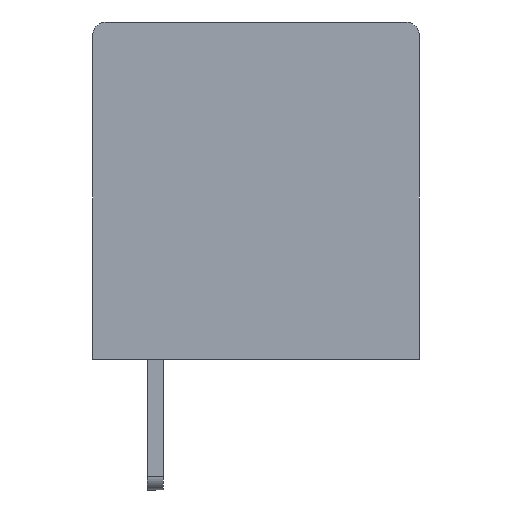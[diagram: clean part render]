
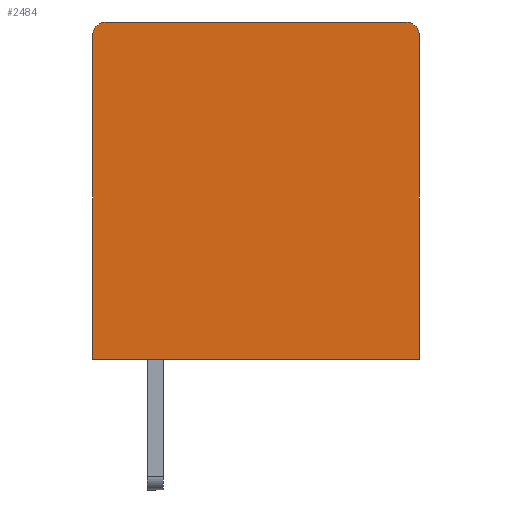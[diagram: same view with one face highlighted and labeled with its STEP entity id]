
A CAD part, left-side view. The second image highlights one B-rep face of the part: STEP entity #2484.
In plain terms, the highlighted planar face has unit normal (-1, 0, 0).
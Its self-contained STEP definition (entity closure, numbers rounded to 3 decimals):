
#12 = CIRCLE ( 'NONE', #11845, 0.5 ) ;
#860 = FACE_OUTER_BOUND ( 'NONE', #20086, .T. ) ;
#1329 = VERTEX_POINT ( 'NONE', #6005 ) ;
#1463 = CARTESIAN_POINT ( 'NONE',  ( -9.25, 6., 11.9 ) ) ;
#1937 = DIRECTION ( 'NONE',  ( -1., 0., 0. ) ) ;
#1965 = DIRECTION ( 'NONE',  ( 0., -1., 0. ) ) ;
#2396 = LINE ( 'NONE', #13714, #11534 ) ;
#2480 = VECTOR ( 'NONE', #7582, 1000. ) ;
#2484 = ADVANCED_FACE ( 'NONE', ( #860 ), #20482, .T. ) ;
#2985 = ORIENTED_EDGE ( 'NONE', *, *, #16993, .T. ) ;
#4823 = CARTESIAN_POINT ( 'NONE',  ( -9.25, -6., 0. ) ) ;
#5886 = CARTESIAN_POINT ( 'NONE',  ( -9.25, -5.5, 11.9 ) ) ;
#6005 = CARTESIAN_POINT ( 'NONE',  ( -9.25, -6., 0. ) ) ;
#7389 = CARTESIAN_POINT ( 'NONE',  ( -9.25, 6., 0. ) ) ;
#7582 = DIRECTION ( 'NONE',  ( 0., 1., 0. ) ) ;
#8252 = EDGE_CURVE ( 'NONE', #9098, #13349, #8836, .T. ) ;
#8836 = CIRCLE ( 'NONE', #12248, 0.5 ) ;
#9098 = VERTEX_POINT ( 'NONE', #17012 ) ;
#9636 = CARTESIAN_POINT ( 'NONE',  ( -9.25, -5.5, 11.9 ) ) ;
#9981 = CARTESIAN_POINT ( 'NONE',  ( -9.25, 5.5, 11.9 ) ) ;
#10782 = ORIENTED_EDGE ( 'NONE', *, *, #8252, .T. ) ;
#10829 = LINE ( 'NONE', #4823, #18344 ) ;
#11534 = VECTOR ( 'NONE', #20637, 1000. ) ;
#11845 = AXIS2_PLACEMENT_3D ( 'NONE', #9981, #16514, #1965 ) ;
#11990 = LINE ( 'NONE', #14008, #2480 ) ;
#12248 = AXIS2_PLACEMENT_3D ( 'NONE', #9636, #1937, #19256 ) ;
#12364 = DIRECTION ( 'NONE',  ( -1., 0., 0. ) ) ;
#12533 = CARTESIAN_POINT ( 'NONE',  ( -9.25, 5.5, 12.4 ) ) ;
#12566 = ORIENTED_EDGE ( 'NONE', *, *, #20778, .T. ) ;
#13323 = EDGE_CURVE ( 'NONE', #14762, #20905, #17237, .T. ) ;
#13349 = VERTEX_POINT ( 'NONE', #15739 ) ;
#13641 = VECTOR ( 'NONE', #13914, 1000. ) ;
#13714 = CARTESIAN_POINT ( 'NONE',  ( -9.25, 6., 0. ) ) ;
#13914 = DIRECTION ( 'NONE',  ( 0., 0., -1. ) ) ;
#14008 = CARTESIAN_POINT ( 'NONE',  ( -9.25, -5.5, 12.4 ) ) ;
#14762 = VERTEX_POINT ( 'NONE', #1463 ) ;
#15507 = VERTEX_POINT ( 'NONE', #12533 ) ;
#15739 = CARTESIAN_POINT ( 'NONE',  ( -9.25, -5.5, 12.4 ) ) ;
#16514 = DIRECTION ( 'NONE',  ( -1., 0., 0. ) ) ;
#16993 = EDGE_CURVE ( 'NONE', #1329, #9098, #10829, .T. ) ;
#17012 = CARTESIAN_POINT ( 'NONE',  ( -9.25, -6., 11.9 ) ) ;
#17075 = AXIS2_PLACEMENT_3D ( 'NONE', #5886, #12364, #18899 ) ;
#17098 = EDGE_CURVE ( 'NONE', #15507, #14762, #12, .T. ) ;
#17237 = LINE ( 'NONE', #20630, #13641 ) ;
#17801 = DIRECTION ( 'NONE',  ( 0., 0., 1. ) ) ;
#18344 = VECTOR ( 'NONE', #17801, 1000. ) ;
#18687 = EDGE_CURVE ( 'NONE', #13349, #15507, #11990, .T. ) ;
#18899 = DIRECTION ( 'NONE',  ( 0., -1., 0. ) ) ;
#19256 = DIRECTION ( 'NONE',  ( 0., -1., 0. ) ) ;
#20086 = EDGE_LOOP ( 'NONE', ( #10782, #20618, #20844, #20187, #12566, #2985 ) ) ;
#20187 = ORIENTED_EDGE ( 'NONE', *, *, #13323, .T. ) ;
#20482 = PLANE ( 'NONE',  #17075 ) ;
#20618 = ORIENTED_EDGE ( 'NONE', *, *, #18687, .T. ) ;
#20630 = CARTESIAN_POINT ( 'NONE',  ( -9.25, 6., 11.9 ) ) ;
#20637 = DIRECTION ( 'NONE',  ( 0., -1., 0. ) ) ;
#20778 = EDGE_CURVE ( 'NONE', #20905, #1329, #2396, .T. ) ;
#20844 = ORIENTED_EDGE ( 'NONE', *, *, #17098, .T. ) ;
#20905 = VERTEX_POINT ( 'NONE', #7389 ) ;
